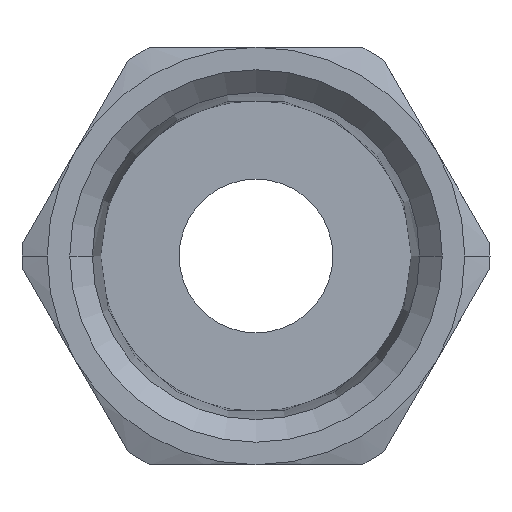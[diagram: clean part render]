
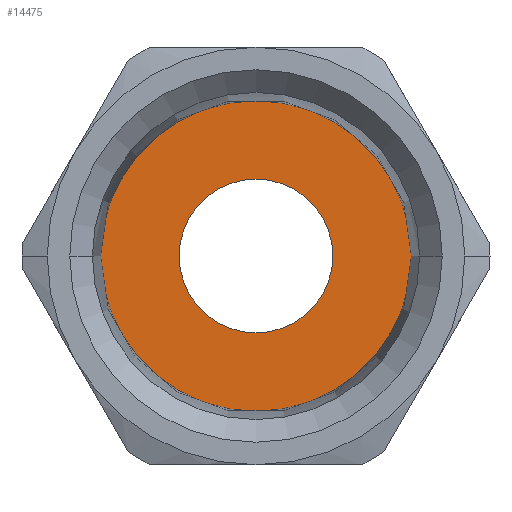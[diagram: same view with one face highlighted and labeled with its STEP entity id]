
A CAD part, front view. The second image highlights one B-rep face of the part: STEP entity #14475.
In plain terms, the highlighted planar face has unit normal (0, -1, 0).
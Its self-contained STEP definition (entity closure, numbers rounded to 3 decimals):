
#319=CARTESIAN_POINT('',(-7.069,-11.5,0.));
#320=VERTEX_POINT('',#319);
#329=CARTESIAN_POINT('',(7.069,-11.5,0.));
#330=VERTEX_POINT('',#329);
#331=CARTESIAN_POINT('',(0.0,-11.5,0.));
#332=DIRECTION('',(0.0,1.0,0.0));
#333=DIRECTION('',(-1.0,0.0,0.0));
#334=AXIS2_PLACEMENT_3D('',#331,#332,#333);
#335=CIRCLE('',#334,7.069);
#336=EDGE_CURVE('',#320,#330,#335,.T.);
#592=CARTESIAN_POINT('',(0.,-11.5,-3.5));
#593=VERTEX_POINT('',#592);
#602=CARTESIAN_POINT('',(0.,-11.5,3.5));
#603=VERTEX_POINT('',#602);
#604=CARTESIAN_POINT('',(0.0,-11.5,0.));
#605=DIRECTION('',(0.0,1.0,0.0));
#606=DIRECTION('',(0.0,0.0,-1.0));
#607=AXIS2_PLACEMENT_3D('',#604,#605,#606);
#608=CIRCLE('',#607,3.5);
#609=EDGE_CURVE('',#603,#593,#608,.T.);
#13729=CARTESIAN_POINT('',(0.0,-11.5,0.));
#13730=DIRECTION('',(0.0,1.0,0.0));
#13731=DIRECTION('',(0.0,0.0,-1.0));
#13732=AXIS2_PLACEMENT_3D('',#13729,#13730,#13731);
#13733=CIRCLE('',#13732,3.5);
#13734=EDGE_CURVE('',#593,#603,#13733,.T.);
#14414=CARTESIAN_POINT('',(0.0,-11.5,0.));
#14415=DIRECTION('',(0.0,1.0,0.0));
#14416=DIRECTION('',(-1.0,0.0,0.0));
#14417=AXIS2_PLACEMENT_3D('',#14414,#14415,#14416);
#14418=CIRCLE('',#14417,7.069);
#14419=EDGE_CURVE('',#330,#320,#14418,.T.);
#14462=CARTESIAN_POINT('',(-3.535,-11.5,0.));
#14463=DIRECTION('',(0.0,1.0,0.0));
#14464=DIRECTION('',(0.0,0.0,1.0));
#14465=AXIS2_PLACEMENT_3D('',#14462,#14463,#14464);
#14466=PLANE('',#14465);
#14467=ORIENTED_EDGE('',*,*,#336,.F.);
#14468=ORIENTED_EDGE('',*,*,#14419,.F.);
#14469=EDGE_LOOP('',(#14467,#14468));
#14470=FACE_OUTER_BOUND('',#14469,.T.);
#14471=ORIENTED_EDGE('',*,*,#609,.T.);
#14472=ORIENTED_EDGE('',*,*,#13734,.T.);
#14473=EDGE_LOOP('',(#14471,#14472));
#14474=FACE_BOUND('',#14473,.T.);
#14475=ADVANCED_FACE('',(#14470,#14474),#14466,.F.);
